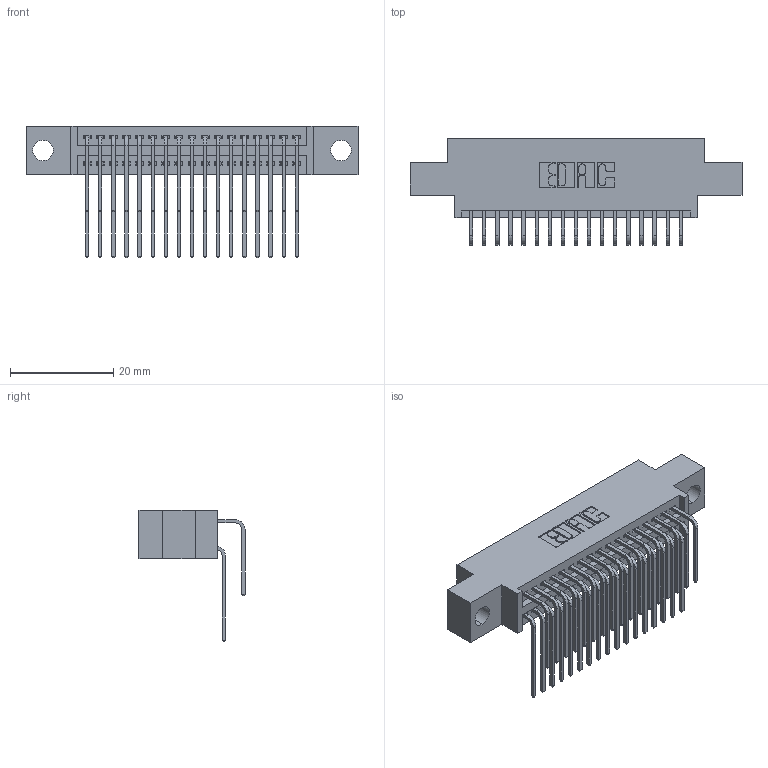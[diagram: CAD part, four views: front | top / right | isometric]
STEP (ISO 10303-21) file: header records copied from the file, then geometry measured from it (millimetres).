
FILE_DESCRIPTION (( 'STEP AP203' ), '1' );
FILE_NAME ('345-034-559-804.STEP', '2021-05-20T00:14:28', ( '' ), ( '' ), 'SwSTEP 2.0', 'SolidWorks 2020', '' );
FILE_SCHEMA (( 'CONFIG_CONTROL_DESIGN' ));
Length unit declared in the file: inch
Products named in the file (4): 345 Part_0.170 Offset - 0.156 Dia-TI; 345-292-001_558 559 Tail - 1; 345-292-001_559 Tail - 2; 345-034-559-804
Assembly tree (35 placements, depth 2):
  345-034-559-804
    345 Part_0.170 Offset - 0.156 Dia-TI
    345-292-001_558 559 Tail - 1  x17
    345-292-001_559 Tail - 2  x17
Bounding box: 64.39 x 20.56 x 25.53 mm (x, y, z)
Volume: 5999.6 mm3; surface area: 9301.5 mm2
Topology: 35 solids, 35 shells, 1912 faces, 5659 edges, 3726 vertices
Faces by surface type: plane 1288, cylinder 624
Entity records: 18907 total; most frequent: CARTESIAN_POINT 3245, ORIENTED_EDGE 3126, DIRECTION 2863, EDGE_CURVE 1563, LINE 1323, VECTOR 1323, VERTEX_POINT 1038, AXIS2_PLACEMENT_3D 770
